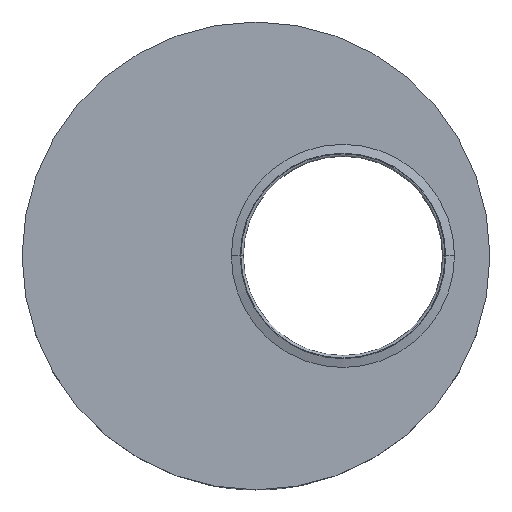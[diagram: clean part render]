
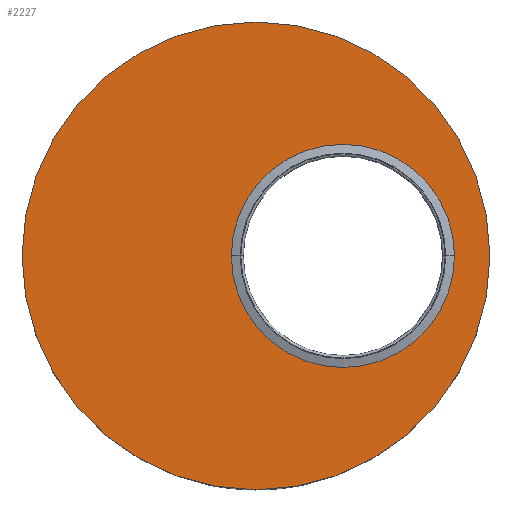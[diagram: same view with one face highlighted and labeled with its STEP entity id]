
A CAD part, top view. The second image highlights one B-rep face of the part: STEP entity #2227.
In plain terms, the highlighted planar face has unit normal (0, 0, 1).
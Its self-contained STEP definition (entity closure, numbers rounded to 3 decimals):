
#1164 = EDGE_CURVE ( 'NONE', #8462, #2852, #11353, .T. ) ;
#1484 = VERTEX_POINT ( 'NONE', #13471 ) ;
#1919 = EDGE_CURVE ( 'NONE', #1484, #4931, #12693, .T. ) ;
#2227 = ADVANCED_FACE ( 'NONE', ( #17068, #5399 ), #2563, .T. ) ;
#2563 = PLANE ( 'NONE',  #17061 ) ;
#2852 = VERTEX_POINT ( 'NONE', #14035 ) ;
#4931 = VERTEX_POINT ( 'NONE', #12825 ) ;
#5399 = FACE_BOUND ( 'NONE', #19759, .T. ) ;
#6883 = ORIENTED_EDGE ( 'NONE', *, *, #1164, .F. ) ;
#6989 = CARTESIAN_POINT ( 'NONE',  ( -52., 0., 165. ) ) ;
#7172 = DIRECTION ( 'NONE',  ( 0., 0., 1. ) ) ;
#7511 = ORIENTED_EDGE ( 'NONE', *, *, #9665, .T. ) ;
#7731 = CARTESIAN_POINT ( 'NONE',  ( 275., 0., 165. ) ) ;
#8435 = ORIENTED_EDGE ( 'NONE', *, *, #15787, .F. ) ;
#8439 = DIRECTION ( 'NONE',  ( 0., 0., 1. ) ) ;
#8462 = VERTEX_POINT ( 'NONE', #6989 ) ;
#8647 = AXIS2_PLACEMENT_3D ( 'NONE', #16396, #12916, #16288 ) ;
#8694 = AXIS2_PLACEMENT_3D ( 'NONE', #7731, #14150, #19300 ) ;
#9665 = EDGE_CURVE ( 'NONE', #4931, #1484, #18442, .T. ) ;
#10437 = DIRECTION ( 'NONE',  ( 1., 0., 0. ) ) ;
#11353 = CIRCLE ( 'NONE', #14033, 327. ) ;
#11405 = CARTESIAN_POINT ( 'NONE',  ( 0., 0., 165. ) ) ;
#11497 = CARTESIAN_POINT ( 'NONE',  ( 275., 0., 165. ) ) ;
#12693 = CIRCLE ( 'NONE', #8647, 740. ) ;
#12825 = CARTESIAN_POINT ( 'NONE',  ( 740., 0., 165. ) ) ;
#12916 = DIRECTION ( 'NONE',  ( 0., 0., 1. ) ) ;
#13471 = CARTESIAN_POINT ( 'NONE',  ( -740., 0., 165. ) ) ;
#13805 = CARTESIAN_POINT ( 'NONE',  ( 0., 0., 165. ) ) ;
#14033 = AXIS2_PLACEMENT_3D ( 'NONE', #11497, #8439, #17919 ) ;
#14035 = CARTESIAN_POINT ( 'NONE',  ( 602., 0., 165. ) ) ;
#14150 = DIRECTION ( 'NONE',  ( 0., 0., 1. ) ) ;
#14246 = DIRECTION ( 'NONE',  ( 0., 0., 1. ) ) ;
#14455 = DIRECTION ( 'NONE',  ( 1., 0., 0. ) ) ;
#15430 = ORIENTED_EDGE ( 'NONE', *, *, #1919, .T. ) ;
#15787 = EDGE_CURVE ( 'NONE', #2852, #8462, #17785, .T. ) ;
#16288 = DIRECTION ( 'NONE',  ( 1., 0., 0. ) ) ;
#16396 = CARTESIAN_POINT ( 'NONE',  ( 0., 0., 165. ) ) ;
#17061 = AXIS2_PLACEMENT_3D ( 'NONE', #13805, #7172, #10437 ) ;
#17068 = FACE_OUTER_BOUND ( 'NONE', #19204, .T. ) ;
#17766 = AXIS2_PLACEMENT_3D ( 'NONE', #11405, #14246, #14455 ) ;
#17785 = CIRCLE ( 'NONE', #8694, 327. ) ;
#17919 = DIRECTION ( 'NONE',  ( 1., 0., 0. ) ) ;
#18442 = CIRCLE ( 'NONE', #17766, 740. ) ;
#19204 = EDGE_LOOP ( 'NONE', ( #15430, #7511 ) ) ;
#19300 = DIRECTION ( 'NONE',  ( 1., 0., 0. ) ) ;
#19759 = EDGE_LOOP ( 'NONE', ( #8435, #6883 ) ) ;
